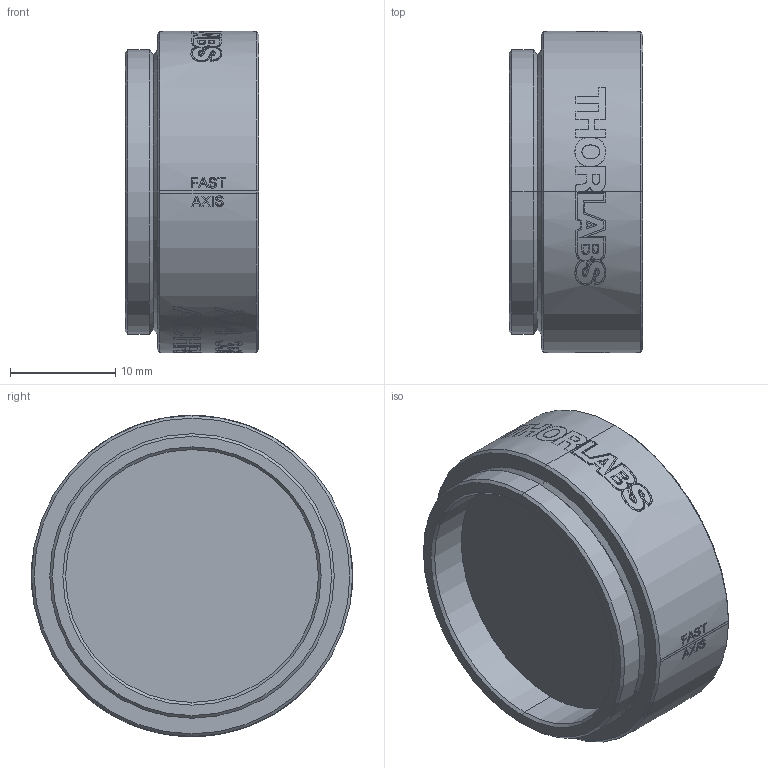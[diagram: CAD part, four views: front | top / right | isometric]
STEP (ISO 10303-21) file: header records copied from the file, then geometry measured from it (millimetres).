
FILE_DESCRIPTION (( 'STEP AP203' ), '1' );
FILE_NAME ('TTN171257-E0W.STEP', '2018-11-19T15:27:47', ( 'admin' ), ( '' ), 'SwSTEP 2.0', 'SolidWorks 2018', '' );
FILE_SCHEMA (( 'CONFIG_CONTROL_DESIGN' ));
Length unit declared in the file: millimetre
Products named in the file (1): TTN171257-E0W
Bounding box: 12.7 x 30.48 x 30.48 mm (x, y, z)
Volume: 4235.5 mm3; surface area: 5957.3 mm2
Topology: 6 solids, 6 shells, 518 faces, 1537 edges, 1094 vertices
Faces by surface type: plane 258, bspline 139, cylinder 78, cone 39, torus 4
Entity records: 26712 total; most frequent: CARTESIAN_POINT 13914, ORIENTED_EDGE 3074, DIRECTION 1996, EDGE_CURVE 1537, VERTEX_POINT 1094, LINE 708, VECTOR 708, AXIS2_PLACEMENT_3D 644
